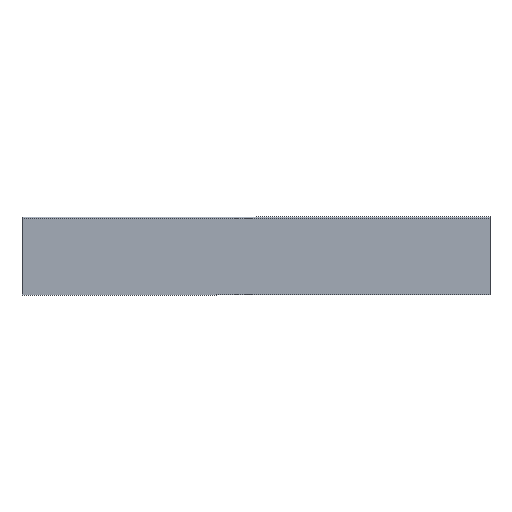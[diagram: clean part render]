
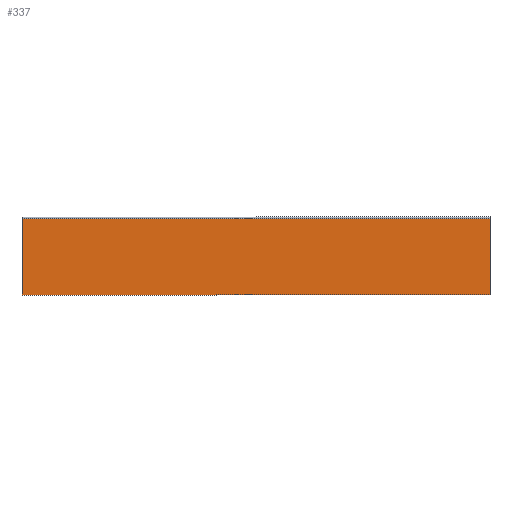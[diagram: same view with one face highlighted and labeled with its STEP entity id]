
A CAD part, left-side view. The second image highlights one B-rep face of the part: STEP entity #337.
In plain terms, the highlighted planar face has unit normal (-1, 0, 0).
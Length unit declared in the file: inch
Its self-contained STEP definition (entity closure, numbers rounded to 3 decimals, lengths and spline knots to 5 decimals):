
#24=CARTESIAN_POINT('',(3.49832,9.2341,-0.49098));
#25=VERTEX_POINT('',#24);
#42=CARTESIAN_POINT('',(3.49832,3.2341,-0.49098));
#43=VERTEX_POINT('',#42);
#50=CARTESIAN_POINT('',(3.49832,3.2341,-0.49098));
#51=DIRECTION('',(0.,1.,0.));
#52=VECTOR('',#51,1.);
#53=LINE('',#50,#52);
#54=EDGE_CURVE('',#43,#25,#53,.T.);
#283=CARTESIAN_POINT('',(3.49832,9.2341,0.48902));
#284=VERTEX_POINT('',#283);
#292=CARTESIAN_POINT('',(3.49832,3.2341,0.48902));
#293=VERTEX_POINT('',#292);
#294=CARTESIAN_POINT('',(3.49832,3.2341,0.48902));
#295=DIRECTION('',(0.,1.,0.));
#296=VECTOR('',#295,1.);
#297=LINE('',#294,#296);
#298=EDGE_CURVE('',#293,#284,#297,.T.);
#316=CARTESIAN_POINT('',(3.49832,9.2341,-0.49098));
#317=DIRECTION('',(0.,0.,-1.));
#318=VECTOR('',#317,1.);
#319=LINE('',#316,#318);
#320=EDGE_CURVE('',#284,#25,#319,.T.);
#321=ORIENTED_EDGE('',*,*,#320,.T.);
#322=ORIENTED_EDGE('',*,*,#54,.F.);
#323=CARTESIAN_POINT('',(3.49832,3.2341,-0.49098));
#324=DIRECTION('',(0.,0.,1.));
#325=VECTOR('',#324,1.);
#326=LINE('',#323,#325);
#327=EDGE_CURVE('',#43,#293,#326,.T.);
#328=ORIENTED_EDGE('',*,*,#327,.T.);
#329=ORIENTED_EDGE('',*,*,#298,.T.);
#330=EDGE_LOOP('',(#321,#322,#328,#329));
#331=FACE_OUTER_BOUND('',#330,.T.);
#332=CARTESIAN_POINT('',(3.49832,3.2341,-0.00098));
#333=DIRECTION('',(-1.,0.,0.));
#334=DIRECTION('',(0.,0.,1.));
#335=AXIS2_PLACEMENT_3D('',#332,#333,#334);
#336=PLANE('',#335);
#337=ADVANCED_FACE('',(#331),#336,.T.);
